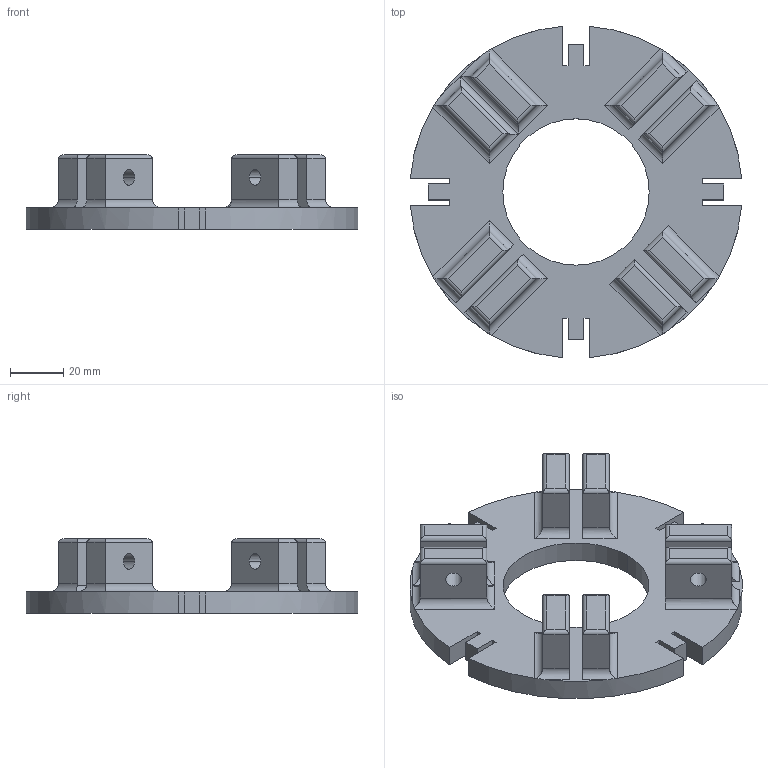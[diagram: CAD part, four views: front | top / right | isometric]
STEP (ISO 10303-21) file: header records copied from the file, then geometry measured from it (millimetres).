
FILE_DESCRIPTION(('CATIA V5 STEP Exchange'),'2;1');
FILE_NAME('Bague.stp','2019-04-12T13:06:09+00:00',('none'),('none'),'CATIA Version 5 Release 19 GA (IN-10)','CATIA V5 STEP AP203','none');
FILE_SCHEMA(('CONFIG_CONTROL_DESIGN'));
Length unit declared in the file: millimetre
Products named in the file (1): Bague
Bounding box: 124.6 x 124.6 x 28 mm (x, y, z)
Volume: 114171.6 mm3; surface area: 36404 mm2
Topology: 1 solids, 1 shells, 149 faces, 399 edges, 252 vertices
Faces by surface type: cylinder 78, plane 71
Entity records: 4780 total; most frequent: CARTESIAN_POINT 1362, ORIENTED_EDGE 798, DIRECTION 519, EDGE_CURVE 399, VECTOR 257, LINE 257, VERTEX_POINT 252, EDGE_LOOP 167
